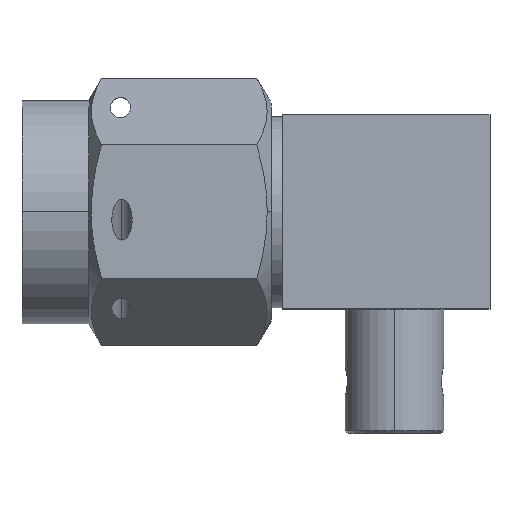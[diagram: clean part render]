
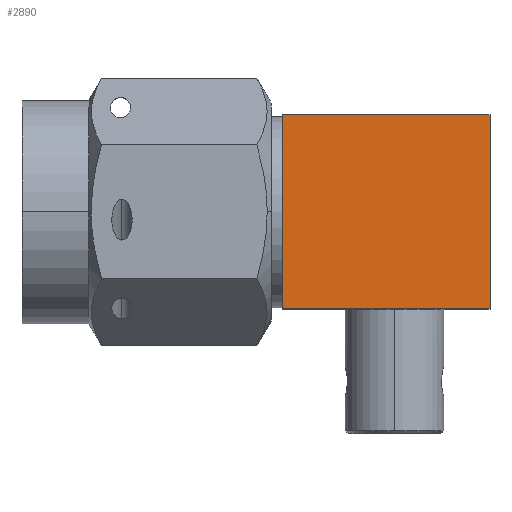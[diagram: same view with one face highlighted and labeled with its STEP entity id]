
A CAD part, top view. The second image highlights one B-rep face of the part: STEP entity #2890.
In plain terms, the highlighted face is planar.
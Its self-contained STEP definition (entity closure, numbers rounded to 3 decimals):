
#25 = DIRECTION ( 'NONE',  ( -1., 0., 0. ) ) ;
#34 = CARTESIAN_POINT ( 'NONE',  ( 3.35, 3.35, -9. ) ) ;
#145 = CARTESIAN_POINT ( 'NONE',  ( 3.35, 3.35, -22.85 ) ) ;
#393 = CARTESIAN_POINT ( 'NONE',  ( 3.35, -3.35, -16.15 ) ) ;
#442 = PLANE ( 'NONE',  #4103 ) ;
#734 = VECTOR ( 'NONE', #1318, 1000. ) ;
#781 = DIRECTION ( 'NONE',  ( 0., 1., 0. ) ) ;
#792 = DIRECTION ( 'NONE',  ( 0., 0., 1. ) ) ;
#1266 = VERTEX_POINT ( 'NONE', #3516 ) ;
#1318 = DIRECTION ( 'NONE',  ( 0., 0., 1. ) ) ;
#1370 = CARTESIAN_POINT ( 'NONE',  ( 3.35, 3.35, -22.85 ) ) ;
#1399 = VECTOR ( 'NONE', #1725, 1000. ) ;
#1405 = LINE ( 'NONE', #145, #4073 ) ;
#1440 = EDGE_CURVE ( 'NONE', #3702, #1266, #4220, .T. ) ;
#1503 = EDGE_CURVE ( 'NONE', #2276, #1266, #2256, .T. ) ;
#1725 = DIRECTION ( 'NONE',  ( 0., -1., 0. ) ) ;
#2161 = ORIENTED_EDGE ( 'NONE', *, *, #3411, .T. ) ;
#2256 = LINE ( 'NONE', #3626, #1399 ) ;
#2276 = VERTEX_POINT ( 'NONE', #34 ) ;
#2325 = ORIENTED_EDGE ( 'NONE', *, *, #1503, .T. ) ;
#2426 = FACE_OUTER_BOUND ( 'NONE', #2922, .T. ) ;
#2782 = LINE ( 'NONE', #3257, #3485 ) ;
#2831 = ORIENTED_EDGE ( 'NONE', *, *, #1440, .F. ) ;
#2856 = VERTEX_POINT ( 'NONE', #3662 ) ;
#2890 = ADVANCED_FACE ( 'NONE', ( #2426 ), #442, .F. ) ;
#2922 = EDGE_LOOP ( 'NONE', ( #3190, #2161, #2325, #2831 ) ) ;
#2961 = CARTESIAN_POINT ( 'NONE',  ( 3.35, -3.35, -22.85 ) ) ;
#3190 = ORIENTED_EDGE ( 'NONE', *, *, #3645, .T. ) ;
#3257 = CARTESIAN_POINT ( 'NONE',  ( 3.35, 2.5, -16.15 ) ) ;
#3411 = EDGE_CURVE ( 'NONE', #2856, #2276, #1405, .T. ) ;
#3485 = VECTOR ( 'NONE', #3605, 1000. ) ;
#3516 = CARTESIAN_POINT ( 'NONE',  ( 3.35, -3.35, -9. ) ) ;
#3605 = DIRECTION ( 'NONE',  ( 0., 1., 0. ) ) ;
#3626 = CARTESIAN_POINT ( 'NONE',  ( 3.35, 8.5, -9. ) ) ;
#3645 = EDGE_CURVE ( 'NONE', #3702, #2856, #2782, .T. ) ;
#3662 = CARTESIAN_POINT ( 'NONE',  ( 3.35, 3.35, -16.15 ) ) ;
#3702 = VERTEX_POINT ( 'NONE', #393 ) ;
#4073 = VECTOR ( 'NONE', #792, 1000. ) ;
#4103 = AXIS2_PLACEMENT_3D ( 'NONE', #1370, #25, #781 ) ;
#4220 = LINE ( 'NONE', #2961, #734 ) ;
